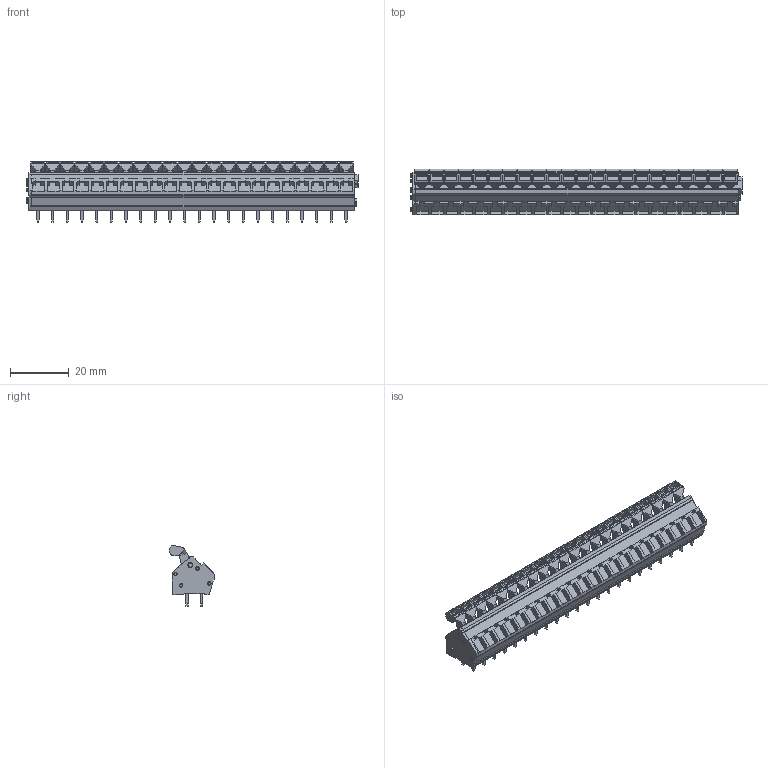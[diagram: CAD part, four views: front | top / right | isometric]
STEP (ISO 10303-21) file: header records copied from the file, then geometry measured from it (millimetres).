
FILE_DESCRIPTION(('CATIA V5 STEP Exchange','CAx-IF Rec.Pracs.--- Model Styling and Organization---1.4--- 2014-01-23'),'2;1');
FILE_NAME ('028352-2_0_1958490000_1958490000.stp','2022-09-09T11:30:07+00:00',('none'),('Weidmueller'),'CATIA Version 5-6 Release 2016 SP3 HF44','CATIA V5 STEP AP214','none');
FILE_SCHEMA(('AUTOMOTIVE_DESIGN { 1 0 10303 214 1 1 1 1 }'));
Products named in the file (1): 1958490000
Bounding box: 113.1 x 15.6 x 20.65 mm (x, y, z)
Volume: 16620.9 mm3; surface area: 10979.2 mm2
Topology: 68 solids, 68 shells, 1960 faces, 5297 edges, 3522 vertices
Faces by surface type: plane 1598, cylinder 338, cone 16, torus 8
Entity records: 60180 total; most frequent: CARTESIAN_POINT 11446, ORIENTED_EDGE 10594, DIRECTION 8097, EDGE_CURVE 5297, VECTOR 4593, LINE 4593, VERTEX_POINT 3522, EDGE_LOOP 2009
